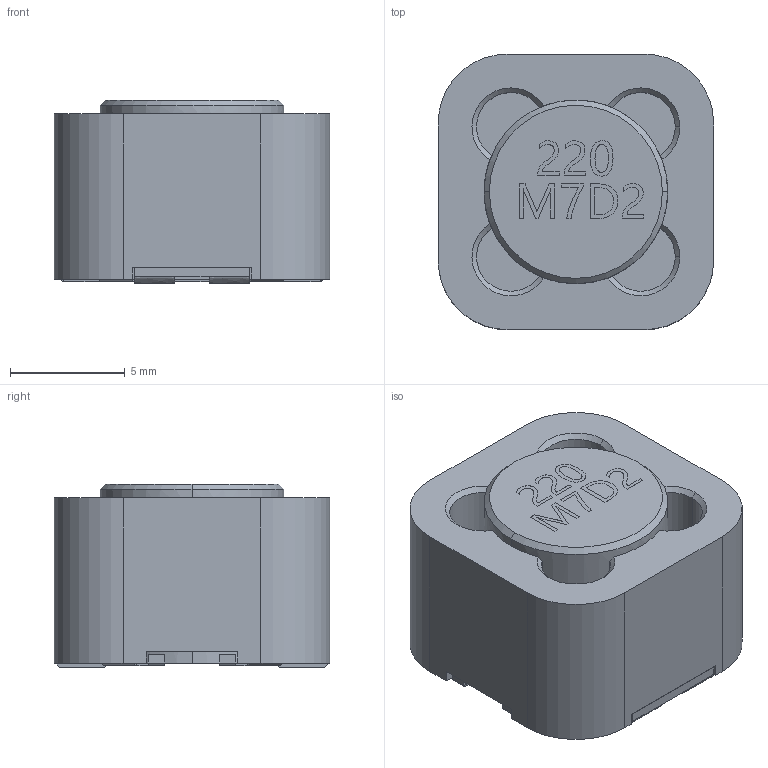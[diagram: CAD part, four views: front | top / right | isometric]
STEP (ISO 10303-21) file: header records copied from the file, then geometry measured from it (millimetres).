
FILE_DESCRIPTION (( 'STEP AP214' ), '1' );
FILE_NAME ('IND-SMD_L12.0-W12.0-H8.0_CDRH127NP.step', '2022-07-08T23:33:05', ( '' ), ( '' ), 'SwSTEP 2.0', 'SolidWorks 2020', '' );
FILE_SCHEMA (( 'AUTOMOTIVE_DESIGN' ));
Length unit declared in the file: millimetre
Products named in the file (1): IND-SMD_L12.0-W12.0-H8.0_CDRH127NP
Bounding box: 12.01 x 12 x 8 mm (x, y, z)
Volume: 901.9 mm3; surface area: 982.8 mm2
Topology: 3 solids, 3 shells, 562 faces, 1492 edges, 968 vertices
Faces by surface type: plane 350, bspline 164, cylinder 40, cone 8
Entity records: 27029 total; most frequent: CARTESIAN_POINT 8157, ORIENTED_EDGE 2984, DIRECTION 2042, EDGE_CURVE 1492, VECTOR 1028, LINE 1028, VERTEX_POINT 968, EDGE_LOOP 598
